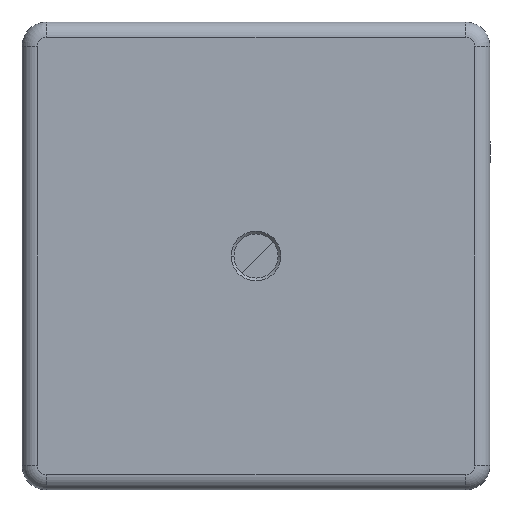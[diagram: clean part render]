
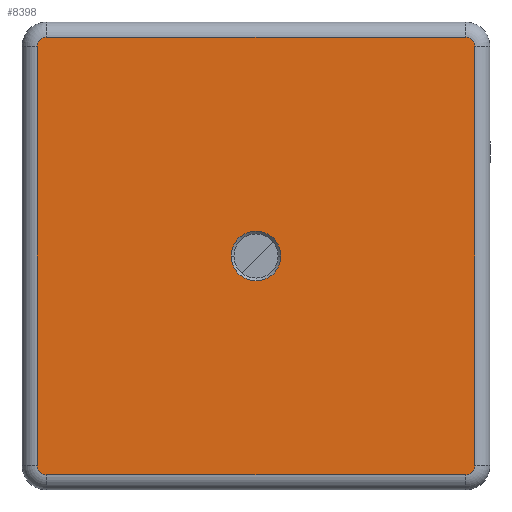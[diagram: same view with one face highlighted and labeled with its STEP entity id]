
A CAD part, front view. The second image highlights one B-rep face of the part: STEP entity #8398.
In plain terms, the highlighted planar face has unit normal (0, -1, 0).
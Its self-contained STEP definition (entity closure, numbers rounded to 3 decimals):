
#12 = EDGE_CURVE ( 'NONE', #3908, #8714, #7149, .T. ) ;
#51 = CARTESIAN_POINT ( 'NONE',  ( -327.826, -5.464, 38.1 ) ) ;
#126 = EDGE_LOOP ( 'NONE', ( #9285, #3190 ) ) ;
#250 = PLANE ( 'NONE',  #5847 ) ;
#346 = CIRCLE ( 'NONE', #4722, 2.025 ) ;
#454 = VERTEX_POINT ( 'NONE', #2233 ) ;
#469 = DIRECTION ( 'NONE',  ( 0., 0., 1. ) ) ;
#535 = AXIS2_PLACEMENT_3D ( 'NONE', #6935, #2583, #1960 ) ;
#679 = CARTESIAN_POINT ( 'NONE',  ( -329.851, -5.464, 20.3 ) ) ;
#751 = VERTEX_POINT ( 'NONE', #796 ) ;
#796 = CARTESIAN_POINT ( 'NONE',  ( -346.901, -5.464, 55.9 ) ) ;
#873 = ORIENTED_EDGE ( 'NONE', *, *, #7621, .F. ) ;
#1038 = CARTESIAN_POINT ( 'NONE',  ( -346.901, -5.464, 55.15 ) ) ;
#1191 = DIRECTION ( 'NONE',  ( 0., 0., 1. ) ) ;
#1372 = DIRECTION ( 'NONE',  ( 0., 0., 1. ) ) ;
#1672 = EDGE_LOOP ( 'NONE', ( #873, #7641, #7475, #5780, #4851, #2741, #8726, #7233 ) ) ;
#1960 = DIRECTION ( 'NONE',  ( 0., 0., 1. ) ) ;
#1962 = DIRECTION ( 'NONE',  ( -1., 0., 0. ) ) ;
#1970 = DIRECTION ( 'NONE',  ( 0., 1., 0. ) ) ;
#1996 = CIRCLE ( 'NONE', #6991, 0.75 ) ;
#2144 = AXIS2_PLACEMENT_3D ( 'NONE', #7735, #1970, #4856 ) ;
#2233 = CARTESIAN_POINT ( 'NONE',  ( -312.801, -5.464, 55.9 ) ) ;
#2392 = VERTEX_POINT ( 'NONE', #2779 ) ;
#2526 = CARTESIAN_POINT ( 'NONE',  ( -312.801, -5.464, 21.05 ) ) ;
#2583 = DIRECTION ( 'NONE',  ( 0., 1., 0. ) ) ;
#2682 = CARTESIAN_POINT ( 'NONE',  ( -329.851, -5.464, 55.9 ) ) ;
#2741 = ORIENTED_EDGE ( 'NONE', *, *, #9014, .F. ) ;
#2779 = CARTESIAN_POINT ( 'NONE',  ( -331.876, -5.464, 38.1 ) ) ;
#2921 = EDGE_CURVE ( 'NONE', #6788, #3908, #5795, .T. ) ;
#3003 = CARTESIAN_POINT ( 'NONE',  ( -312.051, -5.464, 21.05 ) ) ;
#3129 = DIRECTION ( 'NONE',  ( 0., -1., 0. ) ) ;
#3136 = CIRCLE ( 'NONE', #5080, 0.75 ) ;
#3190 = ORIENTED_EDGE ( 'NONE', *, *, #4779, .T. ) ;
#3251 = LINE ( 'NONE', #4759, #6423 ) ;
#3313 = DIRECTION ( 'NONE',  ( 0., 1., 0. ) ) ;
#3331 = DIRECTION ( 'NONE',  ( 0., 1., 0. ) ) ;
#3394 = CARTESIAN_POINT ( 'NONE',  ( -346.901, -5.464, 20.3 ) ) ;
#3570 = DIRECTION ( 'NONE',  ( 0., 1., 0. ) ) ;
#3716 = DIRECTION ( 'NONE',  ( 1., 0., 0. ) ) ;
#3743 = FACE_BOUND ( 'NONE', #126, .T. ) ;
#3794 = CARTESIAN_POINT ( 'NONE',  ( -312.051, -5.464, 55.15 ) ) ;
#3908 = VERTEX_POINT ( 'NONE', #9099 ) ;
#4089 = EDGE_CURVE ( 'NONE', #8714, #5162, #1996, .T. ) ;
#4229 = VERTEX_POINT ( 'NONE', #3794 ) ;
#4230 = CARTESIAN_POINT ( 'NONE',  ( -329.851, -5.464, 38.1 ) ) ;
#4321 = LINE ( 'NONE', #9332, #5465 ) ;
#4722 = AXIS2_PLACEMENT_3D ( 'NONE', #4230, #3570, #6458 ) ;
#4759 = CARTESIAN_POINT ( 'NONE',  ( -312.051, -5.464, 38.1 ) ) ;
#4779 = EDGE_CURVE ( 'NONE', #2392, #8289, #5324, .T. ) ;
#4808 = VECTOR ( 'NONE', #3716, 1000. ) ;
#4851 = ORIENTED_EDGE ( 'NONE', *, *, #2921, .F. ) ;
#4856 = DIRECTION ( 'NONE',  ( 1., 0., 0. ) ) ;
#5080 = AXIS2_PLACEMENT_3D ( 'NONE', #1038, #3313, #469 ) ;
#5162 = VERTEX_POINT ( 'NONE', #7435 ) ;
#5324 = CIRCLE ( 'NONE', #2144, 2.025 ) ;
#5363 = AXIS2_PLACEMENT_3D ( 'NONE', #2526, #3331, #1191 ) ;
#5465 = VECTOR ( 'NONE', #7914, 1000. ) ;
#5469 = EDGE_CURVE ( 'NONE', #5162, #5986, #4321, .T. ) ;
#5559 = LINE ( 'NONE', #2682, #4808 ) ;
#5628 = EDGE_CURVE ( 'NONE', #8289, #2392, #346, .T. ) ;
#5780 = ORIENTED_EDGE ( 'NONE', *, *, #12, .F. ) ;
#5795 = CIRCLE ( 'NONE', #5363, 0.75 ) ;
#5847 = AXIS2_PLACEMENT_3D ( 'NONE', #6624, #3129, #8851 ) ;
#5962 = FACE_OUTER_BOUND ( 'NONE', #1672, .T. ) ;
#5986 = VERTEX_POINT ( 'NONE', #8155 ) ;
#6423 = VECTOR ( 'NONE', #8259, 1000. ) ;
#6458 = DIRECTION ( 'NONE',  ( 1., 0., 0. ) ) ;
#6624 = CARTESIAN_POINT ( 'NONE',  ( -312.051, -5.464, 55.9 ) ) ;
#6698 = EDGE_CURVE ( 'NONE', #454, #4229, #7772, .T. ) ;
#6788 = VERTEX_POINT ( 'NONE', #3003 ) ;
#6935 = CARTESIAN_POINT ( 'NONE',  ( -312.801, -5.464, 55.15 ) ) ;
#6991 = AXIS2_PLACEMENT_3D ( 'NONE', #8512, #7097, #1372 ) ;
#7097 = DIRECTION ( 'NONE',  ( 0., 1., 0. ) ) ;
#7149 = LINE ( 'NONE', #679, #7690 ) ;
#7233 = ORIENTED_EDGE ( 'NONE', *, *, #8790, .F. ) ;
#7435 = CARTESIAN_POINT ( 'NONE',  ( -347.651, -5.464, 21.05 ) ) ;
#7475 = ORIENTED_EDGE ( 'NONE', *, *, #4089, .F. ) ;
#7621 = EDGE_CURVE ( 'NONE', #5986, #751, #3136, .T. ) ;
#7641 = ORIENTED_EDGE ( 'NONE', *, *, #5469, .F. ) ;
#7690 = VECTOR ( 'NONE', #1962, 1000. ) ;
#7735 = CARTESIAN_POINT ( 'NONE',  ( -329.851, -5.464, 38.1 ) ) ;
#7772 = CIRCLE ( 'NONE', #535, 0.75 ) ;
#7914 = DIRECTION ( 'NONE',  ( 0., 0., 1. ) ) ;
#8155 = CARTESIAN_POINT ( 'NONE',  ( -347.651, -5.464, 55.15 ) ) ;
#8259 = DIRECTION ( 'NONE',  ( 0., 0., -1. ) ) ;
#8289 = VERTEX_POINT ( 'NONE', #51 ) ;
#8398 = ADVANCED_FACE ( 'NONE', ( #5962, #3743 ), #250, .T. ) ;
#8512 = CARTESIAN_POINT ( 'NONE',  ( -346.901, -5.464, 21.05 ) ) ;
#8714 = VERTEX_POINT ( 'NONE', #3394 ) ;
#8726 = ORIENTED_EDGE ( 'NONE', *, *, #6698, .F. ) ;
#8790 = EDGE_CURVE ( 'NONE', #751, #454, #5559, .T. ) ;
#8851 = DIRECTION ( 'NONE',  ( -1., 0., 0. ) ) ;
#9014 = EDGE_CURVE ( 'NONE', #4229, #6788, #3251, .T. ) ;
#9099 = CARTESIAN_POINT ( 'NONE',  ( -312.801, -5.464, 20.3 ) ) ;
#9285 = ORIENTED_EDGE ( 'NONE', *, *, #5628, .T. ) ;
#9332 = CARTESIAN_POINT ( 'NONE',  ( -347.651, -5.464, 38.1 ) ) ;
